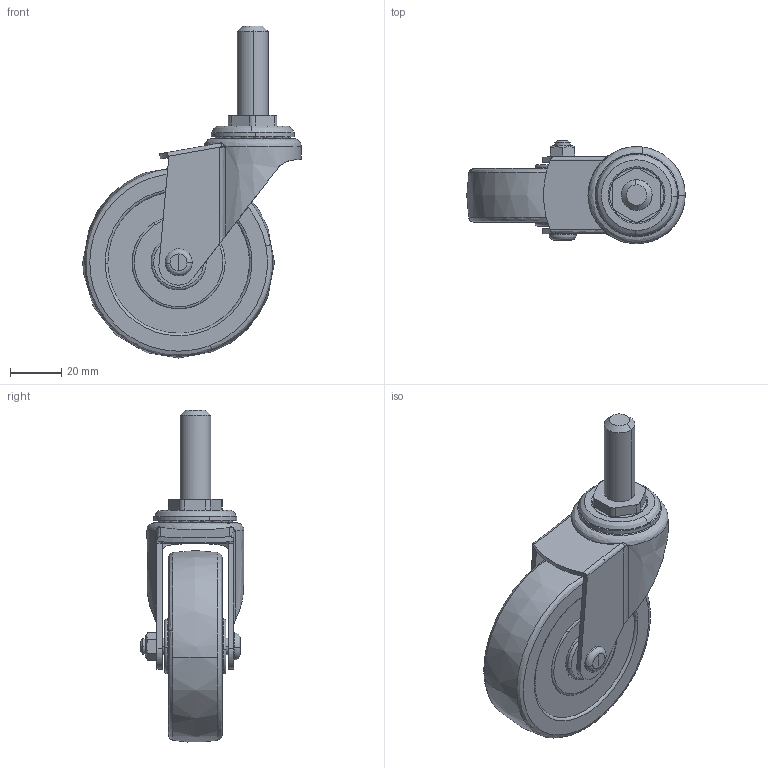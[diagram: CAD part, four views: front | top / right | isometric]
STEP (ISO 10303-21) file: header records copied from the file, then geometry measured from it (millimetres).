
FILE_DESCRIPTION((''),'2;1');
FILE_NAME('','2005-12-15T17:06:42',(''),(''),'','CADfix','');
FILE_SCHEMA(('AUTOMOTIVE_DESIGN'));
Length unit declared in the file: millimetre
Products named in the file (6): body; wheel; mounting plate; main shaft; axle; No_420_EA_R75_3_28318_36
Assembly tree (5 placements, depth 2):
  No_420_EA_R75_3_28318_36
    body
    wheel
    mounting plate
    main shaft
    axle
Bounding box: 85.5 x 40.6 x 129.92 mm (x, y, z)
Volume: 111314.9 mm3; surface area: 31767.9 mm2
Topology: 5 solids, 5 shells, 222 faces, 729 edges, 552 vertices
Faces by surface type: bspline 222
Entity records: 29700 total; most frequent: CARTESIAN_POINT 25549, ORIENTED_EDGE 1454, EDGE_CURVE 727, VERTEX_POINT 552, EDGE_LOOP 339, FACE_OUTER_BOUND 221, ADVANCED_FACE 221, QUASI_UNIFORM_CURVE 148
